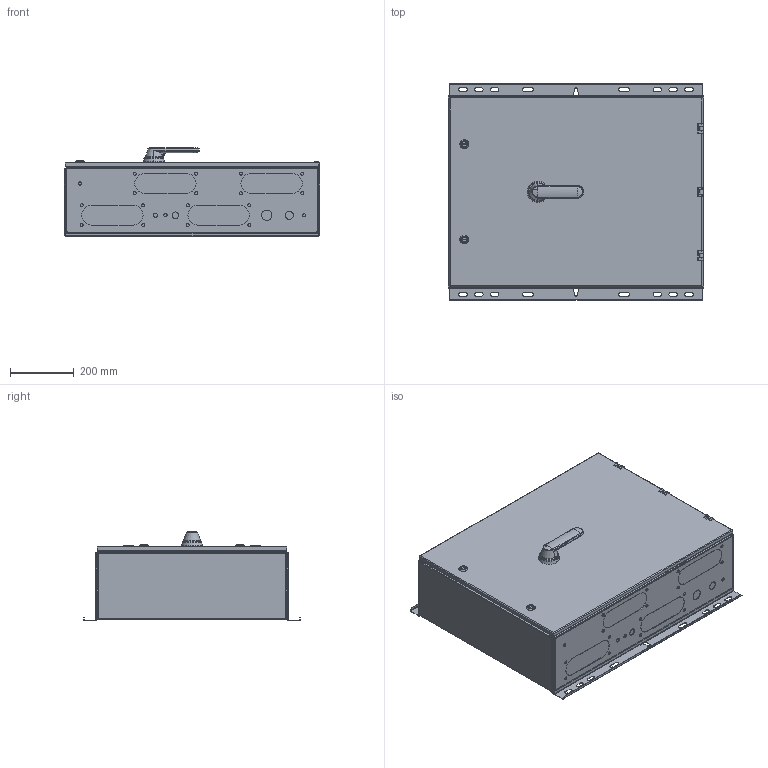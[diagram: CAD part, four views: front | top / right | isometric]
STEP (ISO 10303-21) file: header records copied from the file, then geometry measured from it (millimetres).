
FILE_DESCRIPTION((''),'2;1');
FILE_NAME('OT160EVLCC6BZ_SIMPLIFIED','2017-01-12T',('fijaleh7'),(''),'CREO PARAMETRIC BY PTC INC, 2016050','CREO PARAMETRIC BY PTC INC, 2016050','');
FILE_SCHEMA(('CONFIG_CONTROL_DESIGN'));
Length unit declared in the file: millimetre
Products named in the file (1): OT160EVLCC6BZ_SIMPLIFIED
Bounding box: 803.5 x 681.47 x 280.2 mm (x, y, z)
Volume: 110213107.7 mm3; surface area: 2469374.2 mm2
Topology: 1 solids, 1 shells, 752 faces, 1971 edges, 1251 vertices
Faces by surface type: plane 351, cylinder 332, torus 34, cone 19, bspline 11, sphere 4, extrusion 1
Entity records: 29928 total; most frequent: CARTESIAN_POINT 5863, DIRECTION 4068, ORIENTED_EDGE 3934, EDGE_CURVE 1967, AXIS2_PLACEMENT_3D 1454, VERTEX_POINT 1251, VECTOR 1160, LINE 1159
